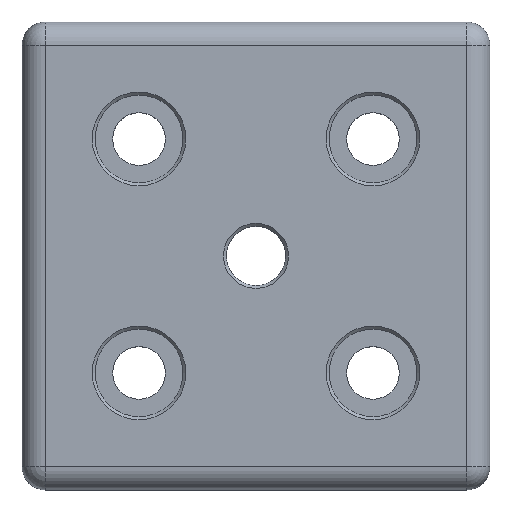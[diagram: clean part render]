
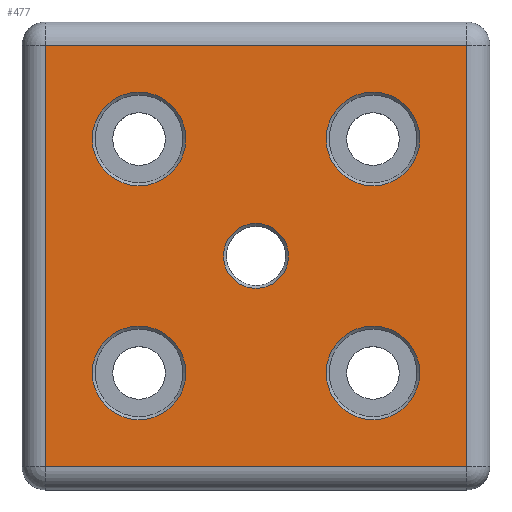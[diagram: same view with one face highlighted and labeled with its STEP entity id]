
A CAD part, top view. The second image highlights one B-rep face of the part: STEP entity #477.
In plain terms, the highlighted planar face has unit normal (0, 0, 1).
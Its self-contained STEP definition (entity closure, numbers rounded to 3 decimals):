
#34=LINE($,#775,#54);
#35=LINE($,#777,#55);
#36=LINE($,#779,#56);
#37=LINE($,#780,#57);
#54=VECTOR($,#604,72.);
#55=VECTOR($,#605,72.);
#56=VECTOR($,#606,72.);
#57=VECTOR($,#607,72.);
#74=PLANE($,#518);
#85=FACE_BOUND($,#150,.T.);
#86=FACE_BOUND($,#151,.T.);
#87=FACE_BOUND($,#152,.T.);
#88=FACE_BOUND($,#153,.T.);
#89=FACE_BOUND($,#154,.T.);
#90=FACE_BOUND($,#155,.T.);
#150=EDGE_LOOP($,(#355));
#151=EDGE_LOOP($,(#356));
#152=EDGE_LOOP($,(#357,#358,#359,#360));
#153=EDGE_LOOP($,(#361));
#154=EDGE_LOOP($,(#362));
#155=EDGE_LOOP($,(#363));
#213=CIRCLE($,#517,8.);
#214=CIRCLE($,#519,8.);
#215=CIRCLE($,#520,5.553);
#216=CIRCLE($,#521,8.);
#217=CIRCLE($,#522,8.);
#252=VERTEX_POINT($,#766);
#253=VERTEX_POINT($,#769);
#254=VERTEX_POINT($,#771);
#255=VERTEX_POINT($,#773);
#256=VERTEX_POINT($,#774);
#257=VERTEX_POINT($,#776);
#258=VERTEX_POINT($,#778);
#259=VERTEX_POINT($,#781);
#260=VERTEX_POINT($,#783);
#295=EDGE_CURVE($,#252,#252,#213,.T.);
#296=EDGE_CURVE($,#253,#253,#214,.T.);
#297=EDGE_CURVE($,#254,#254,#215,.T.);
#298=EDGE_CURVE($,#255,#256,#34,.T.);
#299=EDGE_CURVE($,#257,#255,#35,.T.);
#300=EDGE_CURVE($,#258,#257,#36,.T.);
#301=EDGE_CURVE($,#256,#258,#37,.T.);
#302=EDGE_CURVE($,#259,#259,#216,.T.);
#303=EDGE_CURVE($,#260,#260,#217,.T.);
#355=ORIENTED_EDGE($,*,*,#296,.F.);
#356=ORIENTED_EDGE($,*,*,#297,.F.);
#357=ORIENTED_EDGE($,*,*,#298,.F.);
#358=ORIENTED_EDGE($,*,*,#299,.F.);
#359=ORIENTED_EDGE($,*,*,#300,.F.);
#360=ORIENTED_EDGE($,*,*,#301,.F.);
#361=ORIENTED_EDGE($,*,*,#302,.F.);
#362=ORIENTED_EDGE($,*,*,#303,.F.);
#363=ORIENTED_EDGE($,*,*,#295,.F.);
#477=ADVANCED_FACE($,(#85,#86,#87,#88,#89,#90),#74,.T.);
#517=AXIS2_PLACEMENT_3D($,#767,#596,#597);
#518=AXIS2_PLACEMENT_3D($,#768,#598,#599);
#519=AXIS2_PLACEMENT_3D($,#770,#600,#601);
#520=AXIS2_PLACEMENT_3D($,#772,#602,#603);
#521=AXIS2_PLACEMENT_3D($,#782,#608,#609);
#522=AXIS2_PLACEMENT_3D($,#784,#610,#611);
#596=DIRECTION('center_axis',(0.,0.,1.));
#597=DIRECTION('ref_axis',(-1.,0.,0.));
#598=DIRECTION('center_axis',(0.,0.,1.));
#599=DIRECTION('ref_axis',(1.,0.,0.));
#600=DIRECTION('center_axis',(0.,0.,1.));
#601=DIRECTION('ref_axis',(-1.,0.,0.));
#602=DIRECTION('center_axis',(0.,0.,1.));
#603=DIRECTION('ref_axis',(-1.,0.,0.));
#604=DIRECTION($,(0.,-1.,0.));
#605=DIRECTION($,(1.,0.,0.));
#606=DIRECTION($,(0.,1.,0.));
#607=DIRECTION($,(-1.,0.,0.));
#608=DIRECTION('center_axis',(0.,0.,1.));
#609=DIRECTION('ref_axis',(-1.,0.,0.));
#610=DIRECTION('center_axis',(0.,0.,1.));
#611=DIRECTION('ref_axis',(-1.,0.,0.));
#766=CARTESIAN_POINT('',(53.425,-3.464,15.));
#767=CARTESIAN_POINT('Origin',(45.425,-3.464,15.));
#768=CARTESIAN_POINT('Origin',(25.425,-23.464,15.));
#769=CARTESIAN_POINT('',(53.425,-43.464,15.));
#770=CARTESIAN_POINT('Origin',(45.425,-43.464,15.));
#771=CARTESIAN_POINT('',(30.978,-23.464,15.));
#772=CARTESIAN_POINT('Origin',(25.425,-23.464,15.));
#773=CARTESIAN_POINT('',(61.425,12.536,15.));
#774=CARTESIAN_POINT('',(61.425,-59.464,15.));
#775=CARTESIAN_POINT($,(61.425,-3.464,15.));
#776=CARTESIAN_POINT('',(-10.575,12.536,15.));
#777=CARTESIAN_POINT($,(5.425,12.536,15.));
#778=CARTESIAN_POINT('',(-10.575,-59.464,15.));
#779=CARTESIAN_POINT($,(-10.575,-43.464,15.));
#780=CARTESIAN_POINT($,(45.425,-59.464,15.));
#781=CARTESIAN_POINT('',(13.425,-3.464,15.));
#782=CARTESIAN_POINT('Origin',(5.425,-3.464,15.));
#783=CARTESIAN_POINT('',(13.425,-43.464,15.));
#784=CARTESIAN_POINT('Origin',(5.425,-43.464,15.));
